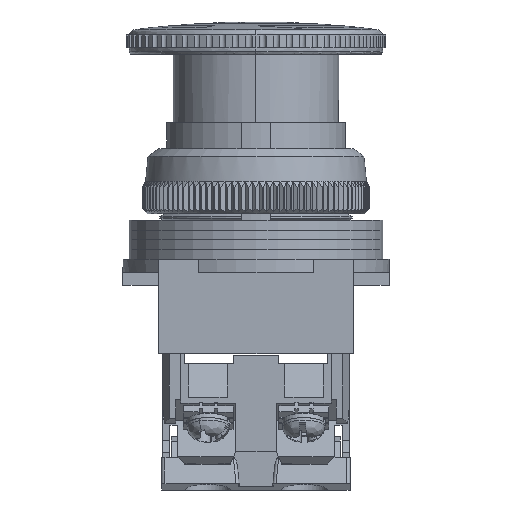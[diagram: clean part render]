
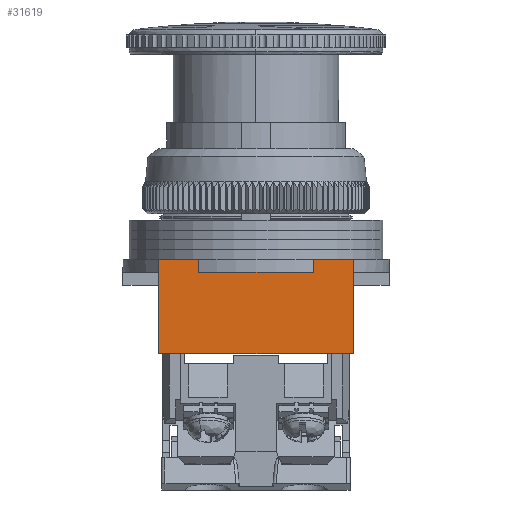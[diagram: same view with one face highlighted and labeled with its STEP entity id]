
A CAD part, front view. The second image highlights one B-rep face of the part: STEP entity #31619.
In plain terms, the highlighted planar face has unit normal (0, -1, 0).
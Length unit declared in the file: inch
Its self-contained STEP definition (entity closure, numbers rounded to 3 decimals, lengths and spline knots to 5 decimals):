
#6278 = LINE ( 'NONE', #65049, #50012 ) ;
#6752 = EDGE_CURVE ( 'NONE', #69166, #104795, #6278, .T. ) ;
#7761 = LINE ( 'NONE', #66087, #56744 ) ;
#7849 = VECTOR ( 'NONE', #68071, 39.37008 ) ;
#8877 = CARTESIAN_POINT ( 'NONE',  ( 0.22868, -0.88155, 0. ) ) ;
#9103 = ORIENTED_EDGE ( 'NONE', *, *, #6752, .T. ) ;
#9693 = LINE ( 'NONE', #64191, #65422 ) ;
#11318 = EDGE_CURVE ( 'NONE', #46108, #93707, #75940, .T. ) ;
#11712 = EDGE_LOOP ( 'NONE', ( #60516, #61657, #105851, #9103, #17858, #43730, #43881, #19154 ) ) ;
#12103 = VECTOR ( 'NONE', #87405, 39.37008 ) ;
#13420 = DIRECTION ( 'NONE',  ( 1., 0., 0. ) ) ;
#14473 = EDGE_CURVE ( 'NONE', #42887, #93707, #92646, .T. ) ;
#17858 = ORIENTED_EDGE ( 'NONE', *, *, #65298, .T. ) ;
#18474 = CARTESIAN_POINT ( 'NONE',  ( -0.95242, -0.88155, -0.57087 ) ) ;
#19154 = ORIENTED_EDGE ( 'NONE', *, *, #86735, .T. ) ;
#20097 = CARTESIAN_POINT ( 'NONE',  ( -0.70958, -0.88155, -0.07874 ) ) ;
#21117 = CARTESIAN_POINT ( 'NONE',  ( -0.01416, -0.88155, -0.07874 ) ) ;
#23402 = CARTESIAN_POINT ( 'NONE',  ( -0.70958, -0.88155, 0. ) ) ;
#30973 = VECTOR ( 'NONE', #46823, 39.37008 ) ;
#31107 = CARTESIAN_POINT ( 'NONE',  ( -0.95242, -0.88155, -0.07874 ) ) ;
#31619 = ADVANCED_FACE ( 'NONE', ( #79388 ), #71483, .T. ) ;
#33652 = CARTESIAN_POINT ( 'NONE',  ( -0.36187, -0.88155, 0. ) ) ;
#38539 = VECTOR ( 'NONE', #41401, 39.37008 ) ;
#41401 = DIRECTION ( 'NONE',  ( 0., 0., -1. ) ) ;
#42887 = VERTEX_POINT ( 'NONE', #98434 ) ;
#43730 = ORIENTED_EDGE ( 'NONE', *, *, #11318, .T. ) ;
#43881 = ORIENTED_EDGE ( 'NONE', *, *, #14473, .F. ) ;
#46108 = VERTEX_POINT ( 'NONE', #82673 ) ;
#46823 = DIRECTION ( 'NONE',  ( 0., 0., 1. ) ) ;
#49097 = DIRECTION ( 'NONE',  ( -1., 0., 0. ) ) ;
#50012 = VECTOR ( 'NONE', #91654, 39.37008 ) ;
#56744 = VECTOR ( 'NONE', #49097, 39.37008 ) ;
#57208 = LINE ( 'NONE', #97420, #12103 ) ;
#60516 = ORIENTED_EDGE ( 'NONE', *, *, #99849, .T. ) ;
#61275 = AXIS2_PLACEMENT_3D ( 'NONE', #21117, #63736, #62249 ) ;
#61657 = ORIENTED_EDGE ( 'NONE', *, *, #77847, .F. ) ;
#62249 = DIRECTION ( 'NONE',  ( 0., 0., -1. ) ) ;
#63736 = DIRECTION ( 'NONE',  ( 0., -1., 0. ) ) ;
#64191 = CARTESIAN_POINT ( 'NONE',  ( -0.36187, -0.88155, 0. ) ) ;
#65049 = CARTESIAN_POINT ( 'NONE',  ( -0.01416, -0.88155, -0.07874 ) ) ;
#65298 = EDGE_CURVE ( 'NONE', #104795, #46108, #7761, .T. ) ;
#65422 = VECTOR ( 'NONE', #13420, 39.37008 ) ;
#65533 = CARTESIAN_POINT ( 'NONE',  ( 0.22868, -0.88155, -0.57087 ) ) ;
#66087 = CARTESIAN_POINT ( 'NONE',  ( -0.01416, -0.88155, -0.07874 ) ) ;
#68071 = DIRECTION ( 'NONE',  ( 1., 0., 0. ) ) ;
#69166 = VERTEX_POINT ( 'NONE', #100405 ) ;
#71483 = PLANE ( 'NONE',  #61275 ) ;
#72010 = DIRECTION ( 'NONE',  ( 0., 0., -1. ) ) ;
#75576 = LINE ( 'NONE', #31107, #38539 ) ;
#75940 = LINE ( 'NONE', #20097, #30973 ) ;
#76553 = VERTEX_POINT ( 'NONE', #8877 ) ;
#77847 = EDGE_CURVE ( 'NONE', #76553, #93126, #88236, .T. ) ;
#79388 = FACE_OUTER_BOUND ( 'NONE', #11712, .T. ) ;
#82673 = CARTESIAN_POINT ( 'NONE',  ( -0.70958, -0.88155, -0.07874 ) ) ;
#84718 = VERTEX_POINT ( 'NONE', #18474 ) ;
#86735 = EDGE_CURVE ( 'NONE', #42887, #84718, #75576, .T. ) ;
#87405 = DIRECTION ( 'NONE',  ( 1., 0., 0. ) ) ;
#88236 = LINE ( 'NONE', #89380, #92290 ) ;
#88238 = CARTESIAN_POINT ( 'NONE',  ( -0.01416, -0.88155, -0.07874 ) ) ;
#89380 = CARTESIAN_POINT ( 'NONE',  ( 0.22868, -0.88155, -0.07874 ) ) ;
#91654 = DIRECTION ( 'NONE',  ( 0., 0., -1. ) ) ;
#92290 = VECTOR ( 'NONE', #72010, 39.37008 ) ;
#92646 = LINE ( 'NONE', #33652, #7849 ) ;
#93126 = VERTEX_POINT ( 'NONE', #65533 ) ;
#93707 = VERTEX_POINT ( 'NONE', #23402 ) ;
#97420 = CARTESIAN_POINT ( 'NONE',  ( -0.01416, -0.88155, -0.57087 ) ) ;
#98434 = CARTESIAN_POINT ( 'NONE',  ( -0.95242, -0.88155, 0. ) ) ;
#99383 = EDGE_CURVE ( 'NONE', #69166, #76553, #9693, .T. ) ;
#99849 = EDGE_CURVE ( 'NONE', #84718, #93126, #57208, .T. ) ;
#100405 = CARTESIAN_POINT ( 'NONE',  ( -0.01416, -0.88155, 0. ) ) ;
#104795 = VERTEX_POINT ( 'NONE', #88238 ) ;
#105851 = ORIENTED_EDGE ( 'NONE', *, *, #99383, .F. ) ;
